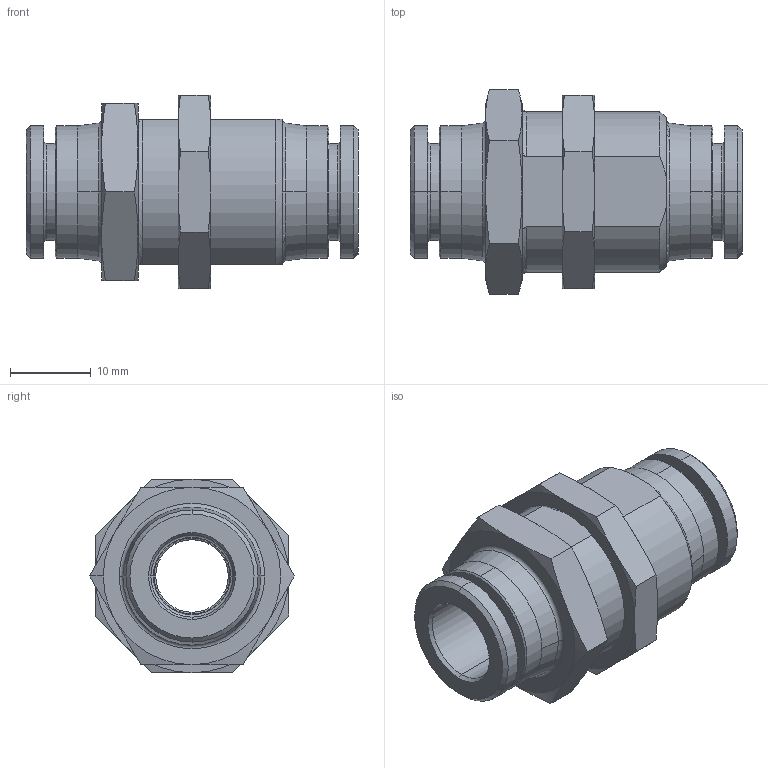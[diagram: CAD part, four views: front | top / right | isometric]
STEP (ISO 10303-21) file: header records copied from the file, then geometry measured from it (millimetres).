
FILE_DESCRIPTION(( 'MXP.27.10.10.stp' ), '1');
FILE_NAME( 'MXP.27.10.10.stp', '2021-02-22T15:44:06',( 'Sopra'),('sopra-pneumatic.com'), 'SwSTEP 2.0','SolidWorks 2009','' );
FILE_SCHEMA(('CONFIG_CONTROL_DESIGN'));
Length unit declared in the file: millimetre
Products named in the file (3): 367715B_959V-10FF_OUM; 251706_256M-M20X1; 367715B_959V-10FF_ASM
Assembly tree (2 placements, depth 2):
  367715B_959V-10FF_ASM
    367715B_959V-10FF_OUM
    251706_256M-M20X1
Bounding box: 41.2 x 25.4 x 24 mm (x, y, z)
Volume: 8417.6 mm3; surface area: 5506 mm2
Topology: 2 solids, 2 shells, 122 faces, 278 edges, 168 vertices
Faces by surface type: cone 52, plane 30, cylinder 22, torus 18
Entity records: 3715 total; most frequent: CARTESIAN_POINT 900, DIRECTION 605, ORIENTED_EDGE 556, EDGE_CURVE 278, AXIS2_PLACEMENT_3D 267, VERTEX_POINT 168, CIRCLE 140, EDGE_LOOP 134
